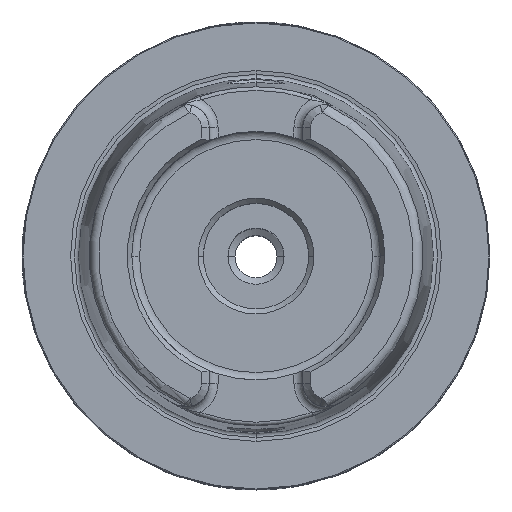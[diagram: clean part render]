
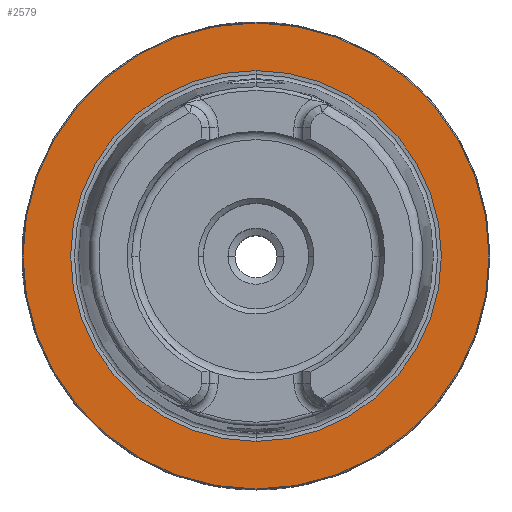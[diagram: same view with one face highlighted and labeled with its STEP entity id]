
A CAD part, top view. The second image highlights one B-rep face of the part: STEP entity #2579.
In plain terms, the highlighted planar face has unit normal (0, 0, 1).
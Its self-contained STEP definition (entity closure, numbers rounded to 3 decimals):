
#272 = ORIENTED_EDGE ( 'NONE', *, *, #10927, .T. ) ;
#637 = CARTESIAN_POINT ( 'NONE',  ( 0., 49.765, 0. ) ) ;
#823 = CARTESIAN_POINT ( 'NONE',  ( 0., -49.765, 0. ) ) ;
#938 = VERTEX_POINT ( 'NONE', #823 ) ;
#1834 = DIRECTION ( 'NONE',  ( 0., 0., -1. ) ) ;
#2156 = CARTESIAN_POINT ( 'NONE',  ( 0., -39.59, 0. ) ) ;
#2224 = ORIENTED_EDGE ( 'NONE', *, *, #10941, .T. ) ;
#2512 = DIRECTION ( 'NONE',  ( 0., -1., 0. ) ) ;
#2579 = ADVANCED_FACE ( 'NONE', ( #8907, #6566 ), #4303, .T. ) ;
#2583 = CARTESIAN_POINT ( 'NONE',  ( 0., 0., 0. ) ) ;
#2631 = DIRECTION ( 'NONE',  ( 0., 0., 1. ) ) ;
#2778 = CARTESIAN_POINT ( 'NONE',  ( 0., 49.965, 0. ) ) ;
#2801 = VERTEX_POINT ( 'NONE', #6428 ) ;
#2922 = EDGE_LOOP ( 'NONE', ( #5911, #2224 ) ) ;
#3272 = CIRCLE ( 'NONE', #9863, 49.765 ) ;
#3421 = DIRECTION ( 'NONE',  ( 0., -1., 0. ) ) ;
#3863 = CARTESIAN_POINT ( 'NONE',  ( 0., 0., 0. ) ) ;
#3950 = CARTESIAN_POINT ( 'NONE',  ( 0., 0., 0. ) ) ;
#4203 = AXIS2_PLACEMENT_3D ( 'NONE', #2778, #2631, #2512 ) ;
#4286 = EDGE_LOOP ( 'NONE', ( #6733, #272 ) ) ;
#4303 = PLANE ( 'NONE',  #4203 ) ;
#4783 = CIRCLE ( 'NONE', #6410, 39.59 ) ;
#4804 = DIRECTION ( 'NONE',  ( 0., -1., 0. ) ) ;
#4893 = DIRECTION ( 'NONE',  ( 0., 1., 0. ) ) ;
#5911 = ORIENTED_EDGE ( 'NONE', *, *, #9195, .T. ) ;
#6303 = AXIS2_PLACEMENT_3D ( 'NONE', #3863, #10116, #4804 ) ;
#6410 = AXIS2_PLACEMENT_3D ( 'NONE', #3950, #10185, #4893 ) ;
#6428 = CARTESIAN_POINT ( 'NONE',  ( 0., 39.59, 0. ) ) ;
#6566 = FACE_BOUND ( 'NONE', #2922, .T. ) ;
#6733 = ORIENTED_EDGE ( 'NONE', *, *, #9165, .T. ) ;
#7067 = CARTESIAN_POINT ( 'NONE',  ( 0., 0., 0. ) ) ;
#7226 = VERTEX_POINT ( 'NONE', #637 ) ;
#8009 = DIRECTION ( 'NONE',  ( 0., 1., 0. ) ) ;
#8037 = CIRCLE ( 'NONE', #6303, 49.765 ) ;
#8827 = DIRECTION ( 'NONE',  ( 0., 0., 1. ) ) ;
#8907 = FACE_OUTER_BOUND ( 'NONE', #4286, .T. ) ;
#9150 = VERTEX_POINT ( 'NONE', #2156 ) ;
#9165 = EDGE_CURVE ( 'NONE', #938, #7226, #8037, .T. ) ;
#9195 = EDGE_CURVE ( 'NONE', #9150, #2801, #4783, .T. ) ;
#9863 = AXIS2_PLACEMENT_3D ( 'NONE', #2583, #8827, #3421 ) ;
#9987 = AXIS2_PLACEMENT_3D ( 'NONE', #7067, #1834, #8009 ) ;
#10116 = DIRECTION ( 'NONE',  ( 0., 0., 1. ) ) ;
#10145 = CIRCLE ( 'NONE', #9987, 39.59 ) ;
#10185 = DIRECTION ( 'NONE',  ( 0., 0., -1. ) ) ;
#10927 = EDGE_CURVE ( 'NONE', #7226, #938, #3272, .T. ) ;
#10941 = EDGE_CURVE ( 'NONE', #2801, #9150, #10145, .T. ) ;
